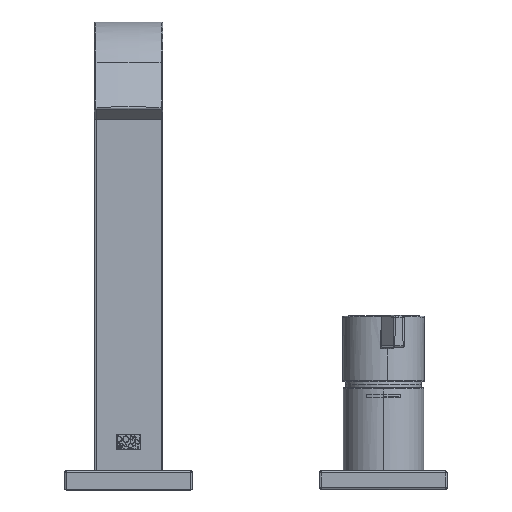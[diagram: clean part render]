
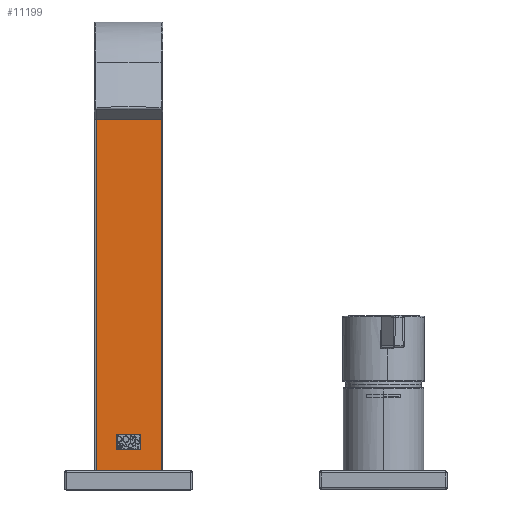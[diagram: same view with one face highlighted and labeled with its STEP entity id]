
A CAD part, top view. The second image highlights one B-rep face of the part: STEP entity #11199.
In plain terms, the highlighted planar face has unit normal (0, 0, 1).
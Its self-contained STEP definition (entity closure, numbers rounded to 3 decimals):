
#77 = DIRECTION ( 'NONE',  ( -1., 0., 0. ) ) ;
#221 = CARTESIAN_POINT ( 'NONE',  ( -15.3, 172.77, 5.55 ) ) ;
#251 = EDGE_CURVE ( 'NONE', #9735, #1471, #10885, .T. ) ;
#286 = LINE ( 'NONE', #3935, #3078 ) ;
#462 = CARTESIAN_POINT ( 'NONE',  ( -5.833, 10., 5.55 ) ) ;
#504 = DIRECTION ( 'NONE',  ( 0., 1., 0. ) ) ;
#564 = DIRECTION ( 'NONE',  ( 0., 0., -1. ) ) ;
#753 = VERTEX_POINT ( 'NONE', #10717 ) ;
#915 = CARTESIAN_POINT ( 'NONE',  ( -16.1, 17., 5.55 ) ) ;
#1006 = CARTESIAN_POINT ( 'NONE',  ( -15.3, 0., 5.55 ) ) ;
#1234 = CARTESIAN_POINT ( 'NONE',  ( 5.833, 17., 5.55 ) ) ;
#1471 = VERTEX_POINT ( 'NONE', #1006 ) ;
#1934 = LINE ( 'NONE', #915, #9962 ) ;
#2193 = PLANE ( 'NONE',  #5878 ) ;
#2697 = VECTOR ( 'NONE', #3831, 1000. ) ;
#2940 = LINE ( 'NONE', #9359, #2697 ) ;
#3078 = VECTOR ( 'NONE', #7601, 1000. ) ;
#3329 = EDGE_CURVE ( 'NONE', #4182, #9733, #1934, .T. ) ;
#3553 = DIRECTION ( 'NONE',  ( 0., -1., 0. ) ) ;
#3831 = DIRECTION ( 'NONE',  ( 0., 1., 0. ) ) ;
#3835 = EDGE_CURVE ( 'NONE', #9640, #4182, #2940, .T. ) ;
#3935 = CARTESIAN_POINT ( 'NONE',  ( 15.3, 0., 5.55 ) ) ;
#4003 = ORIENTED_EDGE ( 'NONE', *, *, #3835, .F. ) ;
#4182 = VERTEX_POINT ( 'NONE', #1234 ) ;
#4328 = VECTOR ( 'NONE', #9935, 1000. ) ;
#4925 = VECTOR ( 'NONE', #3553, 1000. ) ;
#4937 = ORIENTED_EDGE ( 'NONE', *, *, #9471, .F. ) ;
#4985 = ORIENTED_EDGE ( 'NONE', *, *, #6115, .T. ) ;
#5079 = DIRECTION ( 'NONE',  ( 0., -1., 0. ) ) ;
#5160 = ORIENTED_EDGE ( 'NONE', *, *, #251, .T. ) ;
#5269 = DIRECTION ( 'NONE',  ( 1., 0., 0. ) ) ;
#5323 = LINE ( 'NONE', #11631, #7736 ) ;
#5619 = CARTESIAN_POINT ( 'NONE',  ( 5.833, 10., 5.55 ) ) ;
#5847 = CARTESIAN_POINT ( 'NONE',  ( -16.1, 0., 5.55 ) ) ;
#5878 = AXIS2_PLACEMENT_3D ( 'NONE', #5847, #564, #504 ) ;
#6004 = ORIENTED_EDGE ( 'NONE', *, *, #3329, .F. ) ;
#6107 = LINE ( 'NONE', #11521, #10868 ) ;
#6115 = EDGE_CURVE ( 'NONE', #10184, #753, #286, .T. ) ;
#6199 = EDGE_CURVE ( 'NONE', #9733, #7458, #8686, .T. ) ;
#6273 = CARTESIAN_POINT ( 'NONE',  ( -16.1, 0., 5.55 ) ) ;
#6871 = FACE_BOUND ( 'NONE', #11707, .T. ) ;
#7293 = VECTOR ( 'NONE', #5079, 1000. ) ;
#7458 = VERTEX_POINT ( 'NONE', #462 ) ;
#7578 = CARTESIAN_POINT ( 'NONE',  ( 15.3, 0., 5.55 ) ) ;
#7601 = DIRECTION ( 'NONE',  ( 0., 1., 0. ) ) ;
#7736 = VECTOR ( 'NONE', #8986, 1000. ) ;
#8441 = CARTESIAN_POINT ( 'NONE',  ( -5.833, 17., 5.55 ) ) ;
#8686 = LINE ( 'NONE', #9758, #7293 ) ;
#8986 = DIRECTION ( 'NONE',  ( 1., 0., 0. ) ) ;
#9359 = CARTESIAN_POINT ( 'NONE',  ( 5.833, 0., 5.55 ) ) ;
#9471 = EDGE_CURVE ( 'NONE', #9735, #753, #5323, .T. ) ;
#9640 = VERTEX_POINT ( 'NONE', #5619 ) ;
#9733 = VERTEX_POINT ( 'NONE', #8441 ) ;
#9735 = VERTEX_POINT ( 'NONE', #221 ) ;
#9742 = CARTESIAN_POINT ( 'NONE',  ( -15.3, 0., 5.55 ) ) ;
#9758 = CARTESIAN_POINT ( 'NONE',  ( -5.833, 0., 5.55 ) ) ;
#9935 = DIRECTION ( 'NONE',  ( 1., 0., 0. ) ) ;
#9936 = ORIENTED_EDGE ( 'NONE', *, *, #11042, .T. ) ;
#9962 = VECTOR ( 'NONE', #77, 1000. ) ;
#10184 = VERTEX_POINT ( 'NONE', #7578 ) ;
#10414 = ORIENTED_EDGE ( 'NONE', *, *, #6199, .F. ) ;
#10422 = FACE_OUTER_BOUND ( 'NONE', #11655, .T. ) ;
#10717 = CARTESIAN_POINT ( 'NONE',  ( 15.3, 172.77, 5.55 ) ) ;
#10846 = LINE ( 'NONE', #6273, #4328 ) ;
#10868 = VECTOR ( 'NONE', #5269, 1000. ) ;
#10885 = LINE ( 'NONE', #9742, #4925 ) ;
#11042 = EDGE_CURVE ( 'NONE', #1471, #10184, #10846, .T. ) ;
#11199 = ADVANCED_FACE ( 'NONE', ( #10422, #6871 ), #2193, .F. ) ;
#11480 = ORIENTED_EDGE ( 'NONE', *, *, #11685, .F. ) ;
#11521 = CARTESIAN_POINT ( 'NONE',  ( -16.1, 10., 5.55 ) ) ;
#11631 = CARTESIAN_POINT ( 'NONE',  ( -16.1, 172.77, 5.55 ) ) ;
#11655 = EDGE_LOOP ( 'NONE', ( #4937, #5160, #9936, #4985 ) ) ;
#11685 = EDGE_CURVE ( 'NONE', #7458, #9640, #6107, .T. ) ;
#11707 = EDGE_LOOP ( 'NONE', ( #6004, #4003, #11480, #10414 ) ) ;
